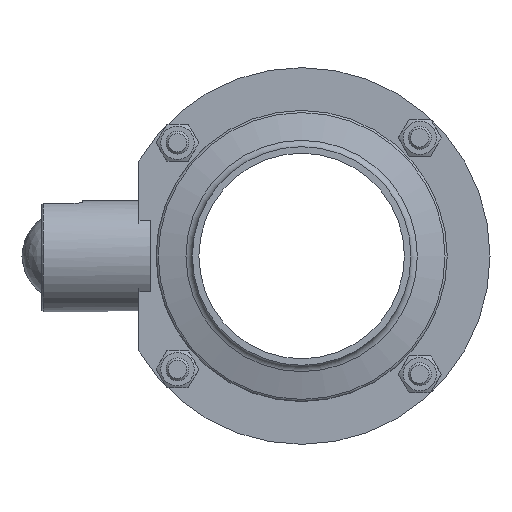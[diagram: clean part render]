
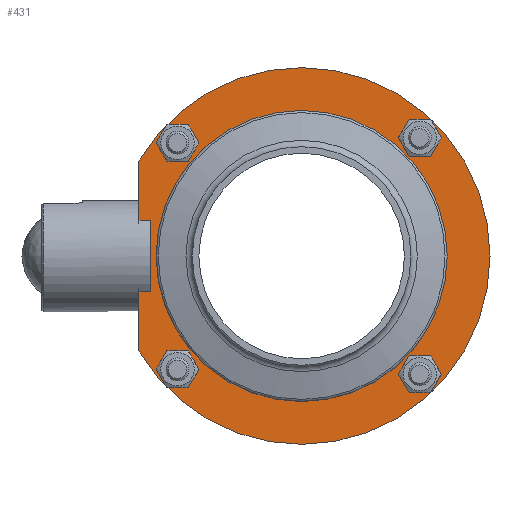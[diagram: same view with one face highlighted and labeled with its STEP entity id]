
A CAD part, left-side view. The second image highlights one B-rep face of the part: STEP entity #431.
In plain terms, the highlighted planar face has unit normal (-1, 0, 0).
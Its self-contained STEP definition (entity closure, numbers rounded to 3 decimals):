
#431 = ADVANCED_FACE( '', ( #831, #832, #833, #834, #835, #836 ), #837, .F. );
#831 = FACE_OUTER_BOUND( '', #1260, .T. );
#832 = FACE_BOUND( '', #1261, .T. );
#833 = FACE_BOUND( '', #1262, .T. );
#834 = FACE_BOUND( '', #1263, .T. );
#835 = FACE_BOUND( '', #1264, .T. );
#836 = FACE_BOUND( '', #1265, .T. );
#837 = PLANE( '', #1266 );
#1260 = EDGE_LOOP( '', ( #2326, #2327 ) );
#1261 = EDGE_LOOP( '', ( #2328 ) );
#1262 = EDGE_LOOP( '', ( #2329 ) );
#1263 = EDGE_LOOP( '', ( #2330 ) );
#1264 = EDGE_LOOP( '', ( #2331 ) );
#1265 = EDGE_LOOP( '', ( #2332 ) );
#1266 = AXIS2_PLACEMENT_3D( '', #2333, #2334, #2335 );
#2326 = ORIENTED_EDGE( '', *, *, #2704, .F. );
#2327 = ORIENTED_EDGE( '', *, *, #2705, .F. );
#2328 = ORIENTED_EDGE( '', *, *, #2706, .F. );
#2329 = ORIENTED_EDGE( '', *, *, #2707, .T. );
#2330 = ORIENTED_EDGE( '', *, *, #2708, .T. );
#2331 = ORIENTED_EDGE( '', *, *, #2709, .T. );
#2332 = ORIENTED_EDGE( '', *, *, #2703, .T. );
#2333 = CARTESIAN_POINT( '', ( -15., 0., 0. ) );
#2334 = DIRECTION( '', ( 1., 0., 0. ) );
#2335 = DIRECTION( '', ( 0., 0., -1. ) );
#2703 = EDGE_CURVE( '', #3225, #3225, #3226, .T. );
#2704 = EDGE_CURVE( '', #3227, #3228, #3229, .T. );
#2705 = EDGE_CURVE( '', #3228, #3227, #3230, .T. );
#2706 = EDGE_CURVE( '', #3231, #3231, #3232, .F. );
#2707 = EDGE_CURVE( '', #3233, #3233, #3234, .T. );
#2708 = EDGE_CURVE( '', #3235, #3235, #3236, .T. );
#2709 = EDGE_CURVE( '', #3237, #3237, #3238, .T. );
#3225 = VERTEX_POINT( '', #4528 );
#3226 = CIRCLE( '', #4529, 4.5 );
#3227 = VERTEX_POINT( '', #4530 );
#3228 = VERTEX_POINT( '', #4531 );
#3229 = CIRCLE( '', #4532, 66. );
#3230 = LINE( '', #4533, #4534 );
#3231 = VERTEX_POINT( '', #4535 );
#3232 = CIRCLE( '', #4536, 51. );
#3233 = VERTEX_POINT( '', #4537 );
#3234 = CIRCLE( '', #4538, 4.5 );
#3235 = VERTEX_POINT( '', #4539 );
#3236 = CIRCLE( '', #4540, 4.5 );
#3237 = VERTEX_POINT( '', #4541 );
#3238 = CIRCLE( '', #4542, 4.5 );
#4528 = CARTESIAN_POINT( '', ( -15., 43.5, 35.2 ) );
#4529 = AXIS2_PLACEMENT_3D( '', #4968, #4969, #4970 );
#4530 = CARTESIAN_POINT( '', ( -15., 57., 33.272 ) );
#4531 = CARTESIAN_POINT( '', ( -15., 57., -33.272 ) );
#4532 = AXIS2_PLACEMENT_3D( '', #4971, #4972, #4973 );
#4533 = CARTESIAN_POINT( '', ( -15., 57., 0. ) );
#4534 = VECTOR( '', #4974, 1000. );
#4535 = CARTESIAN_POINT( '', ( -15., 0., -51. ) );
#4536 = AXIS2_PLACEMENT_3D( '', #4975, #4976, #4977 );
#4537 = CARTESIAN_POINT( '', ( -15., -41.4, -45.9 ) );
#4538 = AXIS2_PLACEMENT_3D( '', #4978, #4979, #4980 );
#4539 = CARTESIAN_POINT( '', ( -15., -41.4, 36.9 ) );
#4540 = AXIS2_PLACEMENT_3D( '', #4981, #4982, #4983 );
#4541 = CARTESIAN_POINT( '', ( -15., 43.5, -44.2 ) );
#4542 = AXIS2_PLACEMENT_3D( '', #4984, #4985, #4986 );
#4968 = CARTESIAN_POINT( '', ( -15., 43.5, 39.7 ) );
#4969 = DIRECTION( '', ( 1., 0., 0. ) );
#4970 = DIRECTION( '', ( 0., 0., -1. ) );
#4971 = CARTESIAN_POINT( '', ( -15., 0., 0. ) );
#4972 = DIRECTION( '', ( 1., 0., 0. ) );
#4973 = DIRECTION( '', ( 0., 0., -1. ) );
#4974 = DIRECTION( '', ( 0., 0., 1. ) );
#4975 = CARTESIAN_POINT( '', ( -15., 0., 0. ) );
#4976 = DIRECTION( '', ( 1., 0., 0. ) );
#4977 = DIRECTION( '', ( 0., 0., -1. ) );
#4978 = CARTESIAN_POINT( '', ( -15., -41.4, -41.4 ) );
#4979 = DIRECTION( '', ( 1., 0., 0. ) );
#4980 = DIRECTION( '', ( 0., 0., -1. ) );
#4981 = CARTESIAN_POINT( '', ( -15., -41.4, 41.4 ) );
#4982 = DIRECTION( '', ( 1., 0., 0. ) );
#4983 = DIRECTION( '', ( 0., 0., -1. ) );
#4984 = CARTESIAN_POINT( '', ( -15., 43.5, -39.7 ) );
#4985 = DIRECTION( '', ( 1., 0., 0. ) );
#4986 = DIRECTION( '', ( 0., 0., -1. ) );
